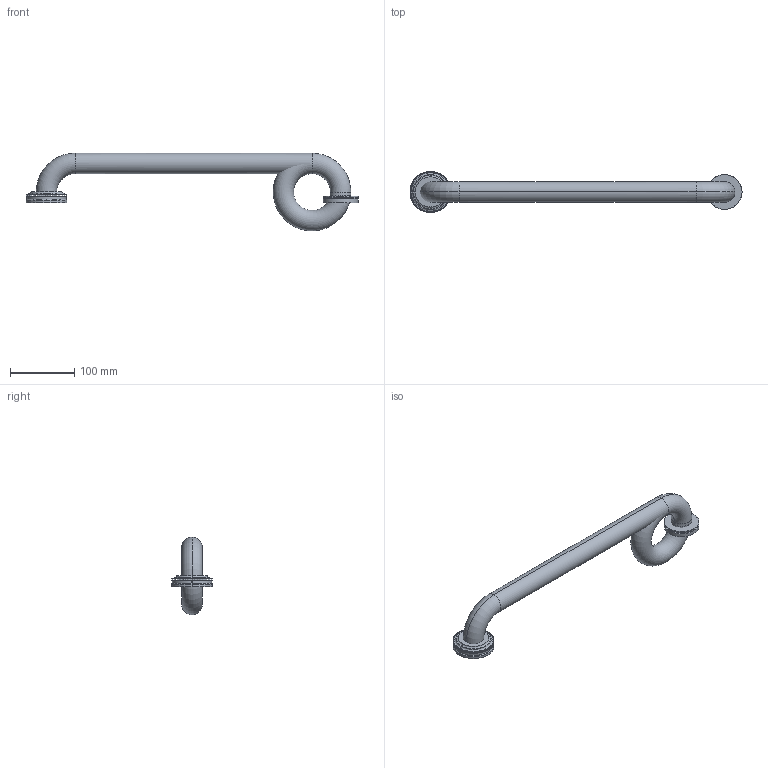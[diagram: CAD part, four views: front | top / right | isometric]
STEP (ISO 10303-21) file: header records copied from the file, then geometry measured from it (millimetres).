
FILE_DESCRIPTION((''),'2;1');
FILE_NAME('29-37_WEB','2010-07-06T',('gdeepak'),(''),'PRO/ENGINEER BY PARAMETRIC TECHNOLOGY CORPORATION, 2009300','PRO/ENGINEER BY PARAMETRIC TECHNOLOGY CORPORATION, 2009300','');
FILE_SCHEMA(('CONFIG_CONTROL_DESIGN'));
Products named in the file (1): 29-37_WEB
Bounding box: 515.94 x 63.5 x 120.54 mm (x, y, z)
Surface area: 123784.3 mm2 (no closed solid volume)
Topology: 0 solids, 0 shells, 466 faces, 2934 edges, 2932 vertices
Faces by surface type: bspline 458, torus 8
Entity records: 112106 total; most frequent: CARTESIAN_POINT 84132, DIRECTION 4656, TRIMMED_CURVE 4224, VECTOR 3808, LINE 3808, DEFINITIONAL_REPRESENTATION 2930, PCURVE 2930, COMPOSITE_CURVE_SEGMENT 2930
